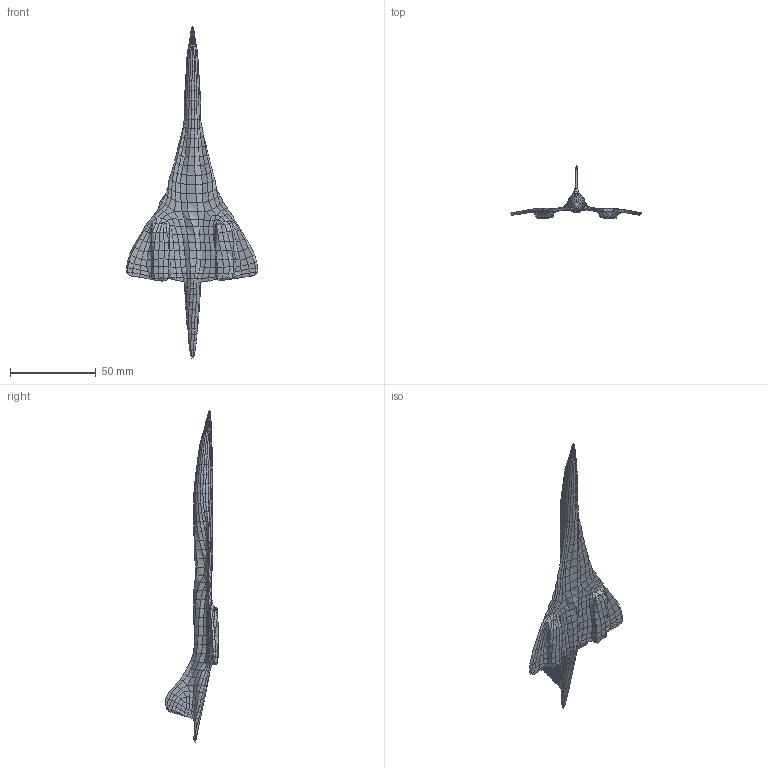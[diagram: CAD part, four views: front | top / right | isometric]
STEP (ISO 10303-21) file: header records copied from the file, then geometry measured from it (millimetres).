
FILE_DESCRIPTION(/* description */ (''),/* implementation_level */ '2;1');
FILE_NAME(/* name */ 'Concorde_skin_coarse1000',/* time_stamp */ '2024-03-20T11:13:30+01:00',/* author */ (''),/* organization */ (''),/* preprocessor_version */ 'ST-DEVELOPER v19.2',/* originating_system */ 'Rhino 8.5',/* authorisation */ '');
FILE_SCHEMA (('CONFIG_CONTROL_DESIGN'));
Length unit declared in the file: millimetre
Products named in the file (1): Document
Bounding box: 76.4 x 30.78 x 193.72 mm (x, y, z)
Volume: 19353.1 mm3; surface area: 11759.2 mm2
Topology: 1 solids, 1 shells, 1150 faces, 2299 edges, 1151 vertices
Faces by surface type: bspline 1099, plane 51
Entity records: 25339 total; most frequent: CARTESIAN_POINT 10198, ORIENTED_EDGE 4598, EDGE_CURVE 2299, B_SPLINE_CURVE_WITH_KNOTS 2299, VERTEX_POINT 1151, ADVANCED_FACE 1150, FACE_OUTER_BOUND 1150, EDGE_LOOP 1150
